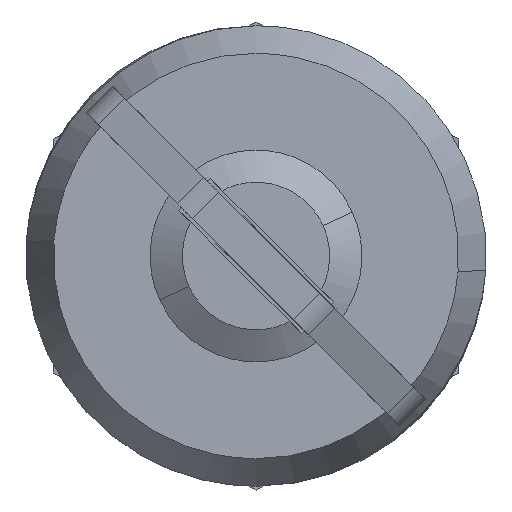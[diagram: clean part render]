
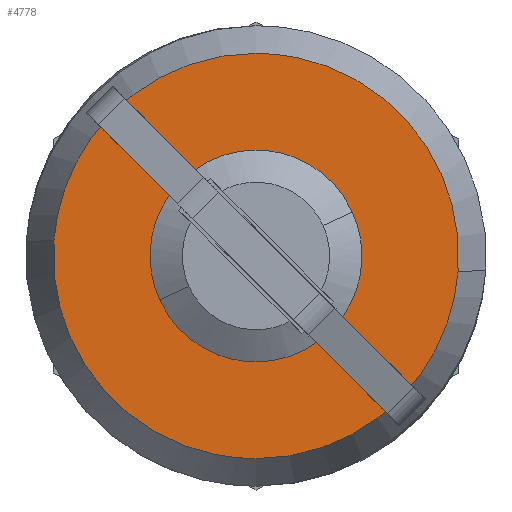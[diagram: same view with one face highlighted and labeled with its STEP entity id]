
A CAD part, front view. The second image highlights one B-rep face of the part: STEP entity #4778.
In plain terms, the highlighted free-form (B-spline) face has degree [1, 1] with [2, 2] control points.
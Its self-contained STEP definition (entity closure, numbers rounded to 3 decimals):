
#4594=CARTESIAN_POINT('',(-10.966,-3.4,0.863));
#4595=VERTEX_POINT('',#4594);
#4601=CARTESIAN_POINT('',(0.,-3.4,11.0));
#4602=VERTEX_POINT('',#4601);
#4603=CARTESIAN_POINT('',(0.,-3.4,11.0));
#4604=CARTESIAN_POINT('',(-10.168,-3.4,11.));
#4605=CARTESIAN_POINT('',(-10.966,-3.4,0.863));
#4613=(BOUNDED_CURVE()B_SPLINE_CURVE(2,(#4603,#4604,#4605),.UNSPECIFIED.,.F.,.U.)B_SPLINE_CURVE_WITH_KNOTS((3,3),(0.0,0.236),.UNSPECIFIED.)CURVE()GEOMETRIC_REPRESENTATION_ITEM()RATIONAL_B_SPLINE_CURVE((1.0,0.723,0.97))REPRESENTATION_ITEM(''));
#4614=EDGE_CURVE('',#4602,#4595,#4613,.T.);
#4616=CARTESIAN_POINT('',(10.966,-3.4,-0.863));
#4617=VERTEX_POINT('',#4616);
#4618=CARTESIAN_POINT('',(10.966,-3.4,-0.863));
#4619=CARTESIAN_POINT('',(11.,-3.4,-0.432));
#4620=CARTESIAN_POINT('',(11.,-3.4,0.));
#4621=CARTESIAN_POINT('',(11.,-3.4,11.));
#4622=CARTESIAN_POINT('',(0.,-3.4,11.0));
#4630=(BOUNDED_CURVE()B_SPLINE_CURVE(2,(#4618,#4619,#4620,#4621,#4622),.UNSPECIFIED.,.F.,.U.)B_SPLINE_CURVE_WITH_KNOTS((3,2,3),(0.736,0.75,1.0),.UNSPECIFIED.)CURVE()GEOMETRIC_REPRESENTATION_ITEM()RATIONAL_B_SPLINE_CURVE((0.97,0.984,1.0,0.707,1.0))REPRESENTATION_ITEM(''));
#4631=EDGE_CURVE('',#4617,#4602,#4630,.T.);
#4667=CARTESIAN_POINT('',(0.,-3.4,-11.0));
#4668=VERTEX_POINT('',#4667);
#4669=CARTESIAN_POINT('',(0.,-3.4,-11.0));
#4670=CARTESIAN_POINT('',(10.168,-3.4,-11.));
#4671=CARTESIAN_POINT('',(10.966,-3.4,-0.863));
#4679=(BOUNDED_CURVE()B_SPLINE_CURVE(2,(#4669,#4670,#4671),.UNSPECIFIED.,.F.,.U.)B_SPLINE_CURVE_WITH_KNOTS((3,3),(0.5,0.736),.UNSPECIFIED.)CURVE()GEOMETRIC_REPRESENTATION_ITEM()RATIONAL_B_SPLINE_CURVE((1.0,0.723,0.97))REPRESENTATION_ITEM(''));
#4680=EDGE_CURVE('',#4668,#4617,#4679,.T.);
#4682=CARTESIAN_POINT('',(-10.966,-3.4,0.863));
#4683=CARTESIAN_POINT('',(-11.,-3.4,0.432));
#4684=CARTESIAN_POINT('',(-11.,-3.4,0.));
#4685=CARTESIAN_POINT('',(-11.,-3.4,-11.));
#4686=CARTESIAN_POINT('',(0.,-3.4,-11.0));
#4694=(BOUNDED_CURVE()B_SPLINE_CURVE(2,(#4682,#4683,#4684,#4685,#4686),.UNSPECIFIED.,.F.,.U.)B_SPLINE_CURVE_WITH_KNOTS((3,2,3),(0.236,0.25,0.5),.UNSPECIFIED.)CURVE()GEOMETRIC_REPRESENTATION_ITEM()RATIONAL_B_SPLINE_CURVE((0.97,0.984,1.0,0.707,1.0))REPRESENTATION_ITEM(''));
#4695=EDGE_CURVE('',#4595,#4668,#4694,.T.);
#4701=CARTESIAN_POINT('',(12.096,-3.4,-12.099));
#4702=CARTESIAN_POINT('',(12.096,-3.4,12.099));
#4703=CARTESIAN_POINT('',(-12.096,-3.4,-12.099));
#4704=CARTESIAN_POINT('',(-12.096,-3.4,12.099));
#4705=B_SPLINE_SURFACE_WITH_KNOTS('',1,1,((#4701,#4703),(#4702,#4704)),.UNSPECIFIED.,.F.,.F.,.U.,(2,2),(2,2),(0.0,24.198),(0.0,24.191),.UNSPECIFIED.);
#4706=ORIENTED_EDGE('',*,*,#4614,.T.);
#4707=ORIENTED_EDGE('',*,*,#4695,.T.);
#4708=ORIENTED_EDGE('',*,*,#4680,.T.);
#4709=ORIENTED_EDGE('',*,*,#4631,.T.);
#4710=EDGE_LOOP('',(#4706,#4707,#4708,#4709));
#4711=FACE_OUTER_BOUND('',#4710,.T.);
#4712=CARTESIAN_POINT('',(0.,-3.4,5.75));
#4713=VERTEX_POINT('',#4712);
#4714=CARTESIAN_POINT('',(-5.232,-3.4,-2.384));
#4715=VERTEX_POINT('',#4714);
#4716=CARTESIAN_POINT('',(0.,-3.4,5.75));
#4717=CARTESIAN_POINT('',(-5.75,-3.4,5.75));
#4718=CARTESIAN_POINT('',(-5.75,-3.4,0.));
#4719=CARTESIAN_POINT('',(-5.75,-3.4,-1.248));
#4720=CARTESIAN_POINT('',(-5.232,-3.4,-2.384));
#4728=(BOUNDED_CURVE()B_SPLINE_CURVE(2,(#4716,#4717,#4718,#4719,#4720),.UNSPECIFIED.,.F.,.U.)B_SPLINE_CURVE_WITH_KNOTS((3,2,3),(0.0,0.25,0.32),.UNSPECIFIED.)CURVE()GEOMETRIC_REPRESENTATION_ITEM()RATIONAL_B_SPLINE_CURVE((1.0,0.707,1.0,0.917,0.881))REPRESENTATION_ITEM(''));
#4729=EDGE_CURVE('',#4713,#4715,#4728,.T.);
#4730=ORIENTED_EDGE('',*,*,#4729,.F.);
#4731=CARTESIAN_POINT('',(5.232,-3.4,2.384));
#4732=VERTEX_POINT('',#4731);
#4733=CARTESIAN_POINT('',(5.232,-3.4,2.384));
#4734=CARTESIAN_POINT('',(3.699,-3.4,5.75));
#4735=CARTESIAN_POINT('',(0.,-3.4,5.75));
#4743=(BOUNDED_CURVE()B_SPLINE_CURVE(2,(#4733,#4734,#4735),.UNSPECIFIED.,.F.,.U.)B_SPLINE_CURVE_WITH_KNOTS((3,3),(0.82,1.0),.UNSPECIFIED.)CURVE()GEOMETRIC_REPRESENTATION_ITEM()RATIONAL_B_SPLINE_CURVE((0.881,0.79,1.0))REPRESENTATION_ITEM(''));
#4744=EDGE_CURVE('',#4732,#4713,#4743,.T.);
#4745=ORIENTED_EDGE('',*,*,#4744,.F.);
#4746=CARTESIAN_POINT('',(0.,-3.4,-5.75));
#4747=VERTEX_POINT('',#4746);
#4748=CARTESIAN_POINT('',(0.,-3.4,-5.75));
#4749=CARTESIAN_POINT('',(5.75,-3.4,-5.75));
#4750=CARTESIAN_POINT('',(5.75,-3.4,0.));
#4751=CARTESIAN_POINT('',(5.75,-3.4,1.248));
#4752=CARTESIAN_POINT('',(5.232,-3.4,2.384));
#4760=(BOUNDED_CURVE()B_SPLINE_CURVE(2,(#4748,#4749,#4750,#4751,#4752),.UNSPECIFIED.,.F.,.U.)B_SPLINE_CURVE_WITH_KNOTS((3,2,3),(0.5,0.75,0.82),.UNSPECIFIED.)CURVE()GEOMETRIC_REPRESENTATION_ITEM()RATIONAL_B_SPLINE_CURVE((1.0,0.707,1.0,0.917,0.881))REPRESENTATION_ITEM(''));
#4761=EDGE_CURVE('',#4747,#4732,#4760,.T.);
#4762=ORIENTED_EDGE('',*,*,#4761,.F.);
#4763=CARTESIAN_POINT('',(-5.232,-3.4,-2.384));
#4764=CARTESIAN_POINT('',(-3.699,-3.4,-5.75));
#4765=CARTESIAN_POINT('',(0.,-3.4,-5.75));
#4773=(BOUNDED_CURVE()B_SPLINE_CURVE(2,(#4763,#4764,#4765),.UNSPECIFIED.,.F.,.U.)B_SPLINE_CURVE_WITH_KNOTS((3,3),(0.32,0.5),.UNSPECIFIED.)CURVE()GEOMETRIC_REPRESENTATION_ITEM()RATIONAL_B_SPLINE_CURVE((0.881,0.79,1.0))REPRESENTATION_ITEM(''));
#4774=EDGE_CURVE('',#4715,#4747,#4773,.T.);
#4775=ORIENTED_EDGE('',*,*,#4774,.F.);
#4776=EDGE_LOOP('',(#4730,#4745,#4762,#4775));
#4777=FACE_BOUND('',#4776,.T.);
#4778=ADVANCED_FACE('',(#4711,#4777),#4705,.T.);
